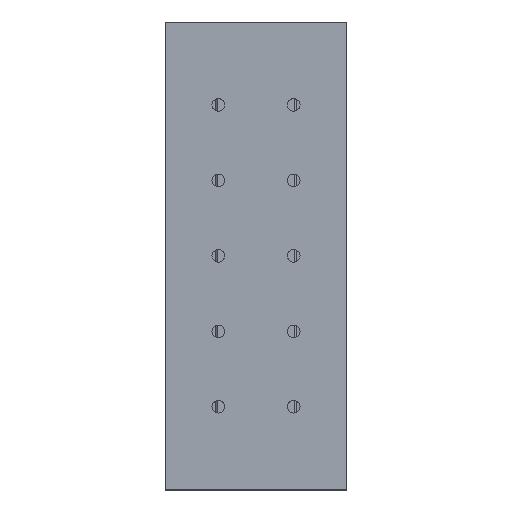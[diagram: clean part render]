
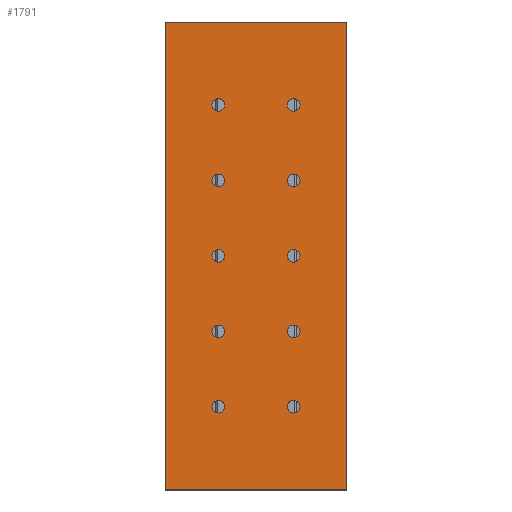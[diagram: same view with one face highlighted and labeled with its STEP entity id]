
A CAD part, top view. The second image highlights one B-rep face of the part: STEP entity #1791.
In plain terms, the highlighted planar face has unit normal (0, 0, 1).
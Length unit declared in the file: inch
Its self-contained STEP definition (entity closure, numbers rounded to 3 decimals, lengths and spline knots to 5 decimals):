
#285=CARTESIAN_POINT('',(-0.41,0.003,0.364));
#286=VERTEX_POINT('',#285);
#302=CARTESIAN_POINT('',(-0.574,0.003,0.364));
#303=VERTEX_POINT('',#302);
#310=CARTESIAN_POINT('',(-0.492,0.003,0.364));
#311=DIRECTION('',(0.0,0.0,-1.0));
#312=DIRECTION('',(1.0,0.0,0.0));
#313=AXIS2_PLACEMENT_3D('',#310,#311,#312);
#314=CIRCLE('',#313,0.082);
#315=EDGE_CURVE('',#286,#303,#314,.T.);
#348=CARTESIAN_POINT('',(0.574,3.939,0.364));
#349=VERTEX_POINT('',#348);
#365=CARTESIAN_POINT('',(0.41,3.939,0.364));
#366=VERTEX_POINT('',#365);
#373=CARTESIAN_POINT('',(0.492,3.939,0.364));
#374=DIRECTION('',(0.0,0.0,-1.0));
#375=DIRECTION('',(1.0,0.0,0.0));
#376=AXIS2_PLACEMENT_3D('',#373,#374,#375);
#377=CIRCLE('',#376,0.082);
#378=EDGE_CURVE('',#349,#366,#377,.T.);
#411=CARTESIAN_POINT('',(0.574,0.003,0.364));
#412=VERTEX_POINT('',#411);
#428=CARTESIAN_POINT('',(0.41,0.003,0.364));
#429=VERTEX_POINT('',#428);
#436=CARTESIAN_POINT('',(0.492,0.003,0.364));
#437=DIRECTION('',(0.0,0.0,-1.0));
#438=DIRECTION('',(1.0,0.0,0.0));
#439=AXIS2_PLACEMENT_3D('',#436,#437,#438);
#440=CIRCLE('',#439,0.082);
#441=EDGE_CURVE('',#412,#429,#440,.T.);
#474=CARTESIAN_POINT('',(-0.41,0.987,0.364));
#475=VERTEX_POINT('',#474);
#491=CARTESIAN_POINT('',(-0.574,0.987,0.364));
#492=VERTEX_POINT('',#491);
#499=CARTESIAN_POINT('',(-0.492,0.987,0.364));
#500=DIRECTION('',(0.0,0.0,-1.0));
#501=DIRECTION('',(1.0,0.0,0.0));
#502=AXIS2_PLACEMENT_3D('',#499,#500,#501);
#503=CIRCLE('',#502,0.082);
#504=EDGE_CURVE('',#475,#492,#503,.T.);
#537=CARTESIAN_POINT('',(0.574,0.987,0.364));
#538=VERTEX_POINT('',#537);
#554=CARTESIAN_POINT('',(0.41,0.987,0.364));
#555=VERTEX_POINT('',#554);
#562=CARTESIAN_POINT('',(0.492,0.987,0.364));
#563=DIRECTION('',(0.0,0.0,-1.0));
#564=DIRECTION('',(1.0,0.0,0.0));
#565=AXIS2_PLACEMENT_3D('',#562,#563,#564);
#566=CIRCLE('',#565,0.082);
#567=EDGE_CURVE('',#538,#555,#566,.T.);
#600=CARTESIAN_POINT('',(-0.41,1.971,0.364));
#601=VERTEX_POINT('',#600);
#617=CARTESIAN_POINT('',(-0.574,1.971,0.364));
#618=VERTEX_POINT('',#617);
#625=CARTESIAN_POINT('',(-0.492,1.971,0.364));
#626=DIRECTION('',(0.0,0.0,-1.0));
#627=DIRECTION('',(1.0,0.0,0.0));
#628=AXIS2_PLACEMENT_3D('',#625,#626,#627);
#629=CIRCLE('',#628,0.082);
#630=EDGE_CURVE('',#601,#618,#629,.T.);
#663=CARTESIAN_POINT('',(0.574,1.971,0.364));
#664=VERTEX_POINT('',#663);
#680=CARTESIAN_POINT('',(0.41,1.971,0.364));
#681=VERTEX_POINT('',#680);
#688=CARTESIAN_POINT('',(0.492,1.971,0.364));
#689=DIRECTION('',(0.0,0.0,-1.0));
#690=DIRECTION('',(1.0,0.0,0.0));
#691=AXIS2_PLACEMENT_3D('',#688,#689,#690);
#692=CIRCLE('',#691,0.082);
#693=EDGE_CURVE('',#664,#681,#692,.T.);
#726=CARTESIAN_POINT('',(-0.41,2.955,0.364));
#727=VERTEX_POINT('',#726);
#743=CARTESIAN_POINT('',(-0.574,2.955,0.364));
#744=VERTEX_POINT('',#743);
#751=CARTESIAN_POINT('',(-0.492,2.955,0.364));
#752=DIRECTION('',(0.0,0.0,-1.0));
#753=DIRECTION('',(1.0,0.0,0.0));
#754=AXIS2_PLACEMENT_3D('',#751,#752,#753);
#755=CIRCLE('',#754,0.082);
#756=EDGE_CURVE('',#727,#744,#755,.T.);
#789=CARTESIAN_POINT('',(0.574,2.955,0.364));
#790=VERTEX_POINT('',#789);
#806=CARTESIAN_POINT('',(0.41,2.955,0.364));
#807=VERTEX_POINT('',#806);
#814=CARTESIAN_POINT('',(0.492,2.955,0.364));
#815=DIRECTION('',(0.0,0.0,-1.0));
#816=DIRECTION('',(1.0,0.0,0.0));
#817=AXIS2_PLACEMENT_3D('',#814,#815,#816);
#818=CIRCLE('',#817,0.082);
#819=EDGE_CURVE('',#790,#807,#818,.T.);
#852=CARTESIAN_POINT('',(-0.41,3.939,0.364));
#853=VERTEX_POINT('',#852);
#869=CARTESIAN_POINT('',(-0.574,3.939,0.364));
#870=VERTEX_POINT('',#869);
#877=CARTESIAN_POINT('',(-0.492,3.939,0.364));
#878=DIRECTION('',(0.0,0.0,-1.0));
#879=DIRECTION('',(1.0,0.0,0.0));
#880=AXIS2_PLACEMENT_3D('',#877,#878,#879);
#881=CIRCLE('',#880,0.082);
#882=EDGE_CURVE('',#853,#870,#881,.T.);
#914=CARTESIAN_POINT('',(-0.492,3.939,0.364));
#915=DIRECTION('',(0.0,0.0,-1.0));
#916=DIRECTION('',(1.0,0.0,0.0));
#917=AXIS2_PLACEMENT_3D('',#914,#915,#916);
#918=CIRCLE('',#917,0.082);
#919=EDGE_CURVE('',#870,#853,#918,.T.);
#959=CARTESIAN_POINT('',(0.492,2.955,0.364));
#960=DIRECTION('',(0.0,0.0,-1.0));
#961=DIRECTION('',(1.0,0.0,0.0));
#962=AXIS2_PLACEMENT_3D('',#959,#960,#961);
#963=CIRCLE('',#962,0.082);
#964=EDGE_CURVE('',#807,#790,#963,.T.);
#1004=CARTESIAN_POINT('',(-0.492,2.955,0.364));
#1005=DIRECTION('',(0.0,0.0,-1.0));
#1006=DIRECTION('',(1.0,0.0,0.0));
#1007=AXIS2_PLACEMENT_3D('',#1004,#1005,#1006);
#1008=CIRCLE('',#1007,0.082);
#1009=EDGE_CURVE('',#744,#727,#1008,.T.);
#1049=CARTESIAN_POINT('',(0.492,1.971,0.364));
#1050=DIRECTION('',(0.0,0.0,-1.0));
#1051=DIRECTION('',(1.0,0.0,0.0));
#1052=AXIS2_PLACEMENT_3D('',#1049,#1050,#1051);
#1053=CIRCLE('',#1052,0.082);
#1054=EDGE_CURVE('',#681,#664,#1053,.T.);
#1094=CARTESIAN_POINT('',(-0.492,1.971,0.364));
#1095=DIRECTION('',(0.0,0.0,-1.0));
#1096=DIRECTION('',(1.0,0.0,0.0));
#1097=AXIS2_PLACEMENT_3D('',#1094,#1095,#1096);
#1098=CIRCLE('',#1097,0.082);
#1099=EDGE_CURVE('',#618,#601,#1098,.T.);
#1139=CARTESIAN_POINT('',(0.492,0.987,0.364));
#1140=DIRECTION('',(0.0,0.0,-1.0));
#1141=DIRECTION('',(1.0,0.0,0.0));
#1142=AXIS2_PLACEMENT_3D('',#1139,#1140,#1141);
#1143=CIRCLE('',#1142,0.082);
#1144=EDGE_CURVE('',#555,#538,#1143,.T.);
#1184=CARTESIAN_POINT('',(-0.492,0.987,0.364));
#1185=DIRECTION('',(0.0,0.0,-1.0));
#1186=DIRECTION('',(1.0,0.0,0.0));
#1187=AXIS2_PLACEMENT_3D('',#1184,#1185,#1186);
#1188=CIRCLE('',#1187,0.082);
#1189=EDGE_CURVE('',#492,#475,#1188,.T.);
#1229=CARTESIAN_POINT('',(0.492,0.003,0.364));
#1230=DIRECTION('',(0.0,0.0,-1.0));
#1231=DIRECTION('',(1.0,0.0,0.0));
#1232=AXIS2_PLACEMENT_3D('',#1229,#1230,#1231);
#1233=CIRCLE('',#1232,0.082);
#1234=EDGE_CURVE('',#429,#412,#1233,.T.);
#1274=CARTESIAN_POINT('',(0.492,3.939,0.364));
#1275=DIRECTION('',(0.0,0.0,-1.0));
#1276=DIRECTION('',(1.0,0.0,0.0));
#1277=AXIS2_PLACEMENT_3D('',#1274,#1275,#1276);
#1278=CIRCLE('',#1277,0.082);
#1279=EDGE_CURVE('',#366,#349,#1278,.T.);
#1339=CARTESIAN_POINT('',(-1.181,5.02,0.364));
#1340=VERTEX_POINT('',#1339);
#1347=CARTESIAN_POINT('',(1.181,5.02,0.364));
#1348=VERTEX_POINT('',#1347);
#1349=CARTESIAN_POINT('',(1.181,5.02,0.364));
#1350=DIRECTION('',(-1.0,0.0,0.0));
#1351=VECTOR('',#1350,2.362);
#1352=LINE('',#1349,#1351);
#1353=EDGE_CURVE('',#1348,#1340,#1352,.T.);
#1423=CARTESIAN_POINT('',(-0.492,0.003,0.364));
#1424=DIRECTION('',(0.0,0.0,-1.0));
#1425=DIRECTION('',(1.0,0.0,0.0));
#1426=AXIS2_PLACEMENT_3D('',#1423,#1424,#1425);
#1427=CIRCLE('',#1426,0.082);
#1428=EDGE_CURVE('',#303,#286,#1427,.T.);
#1709=CARTESIAN_POINT('',(1.181,-1.08,0.364));
#1710=VERTEX_POINT('',#1709);
#1711=CARTESIAN_POINT('',(1.181,-1.08,0.364));
#1712=DIRECTION('',(0.0,1.0,0.0));
#1713=VECTOR('',#1712,6.1);
#1714=LINE('',#1711,#1713);
#1715=EDGE_CURVE('',#1710,#1348,#1714,.T.);
#1728=CARTESIAN_POINT('',(1.181,-1.08,0.364));
#1729=DIRECTION('',(0.0,0.0,1.0));
#1730=DIRECTION('',(1.0,0.0,0.0));
#1731=AXIS2_PLACEMENT_3D('',#1728,#1729,#1730);
#1732=PLANE('',#1731);
#1733=CARTESIAN_POINT('',(-1.181,-1.08,0.364));
#1734=VERTEX_POINT('',#1733);
#1735=CARTESIAN_POINT('',(-1.181,-1.08,0.364));
#1736=DIRECTION('',(0.0,1.0,0.0));
#1737=VECTOR('',#1736,6.1);
#1738=LINE('',#1735,#1737);
#1739=EDGE_CURVE('',#1734,#1340,#1738,.T.);
#1740=ORIENTED_EDGE('',*,*,#1739,.F.);
#1741=CARTESIAN_POINT('',(-1.181,-1.08,0.364));
#1742=DIRECTION('',(1.0,0.0,0.0));
#1743=VECTOR('',#1742,2.362);
#1744=LINE('',#1741,#1743);
#1745=EDGE_CURVE('',#1734,#1710,#1744,.T.);
#1746=ORIENTED_EDGE('',*,*,#1745,.T.);
#1747=ORIENTED_EDGE('',*,*,#1715,.T.);
#1748=ORIENTED_EDGE('',*,*,#1353,.T.);
#1749=EDGE_LOOP('',(#1740,#1746,#1747,#1748));
#1750=FACE_OUTER_BOUND('',#1749,.T.);
#1751=ORIENTED_EDGE('',*,*,#882,.T.);
#1752=ORIENTED_EDGE('',*,*,#919,.T.);
#1753=EDGE_LOOP('',(#1751,#1752));
#1754=FACE_BOUND('',#1753,.T.);
#1755=ORIENTED_EDGE('',*,*,#819,.T.);
#1756=ORIENTED_EDGE('',*,*,#964,.T.);
#1757=EDGE_LOOP('',(#1755,#1756));
#1758=FACE_BOUND('',#1757,.T.);
#1759=ORIENTED_EDGE('',*,*,#756,.T.);
#1760=ORIENTED_EDGE('',*,*,#1009,.T.);
#1761=EDGE_LOOP('',(#1759,#1760));
#1762=FACE_BOUND('',#1761,.T.);
#1763=ORIENTED_EDGE('',*,*,#693,.T.);
#1764=ORIENTED_EDGE('',*,*,#1054,.T.);
#1765=EDGE_LOOP('',(#1763,#1764));
#1766=FACE_BOUND('',#1765,.T.);
#1767=ORIENTED_EDGE('',*,*,#630,.T.);
#1768=ORIENTED_EDGE('',*,*,#1099,.T.);
#1769=EDGE_LOOP('',(#1767,#1768));
#1770=FACE_BOUND('',#1769,.T.);
#1771=ORIENTED_EDGE('',*,*,#567,.T.);
#1772=ORIENTED_EDGE('',*,*,#1144,.T.);
#1773=EDGE_LOOP('',(#1771,#1772));
#1774=FACE_BOUND('',#1773,.T.);
#1775=ORIENTED_EDGE('',*,*,#504,.T.);
#1776=ORIENTED_EDGE('',*,*,#1189,.T.);
#1777=EDGE_LOOP('',(#1775,#1776));
#1778=FACE_BOUND('',#1777,.T.);
#1779=ORIENTED_EDGE('',*,*,#441,.T.);
#1780=ORIENTED_EDGE('',*,*,#1234,.T.);
#1781=EDGE_LOOP('',(#1779,#1780));
#1782=FACE_BOUND('',#1781,.T.);
#1783=ORIENTED_EDGE('',*,*,#378,.T.);
#1784=ORIENTED_EDGE('',*,*,#1279,.T.);
#1785=EDGE_LOOP('',(#1783,#1784));
#1786=FACE_BOUND('',#1785,.T.);
#1787=ORIENTED_EDGE('',*,*,#315,.T.);
#1788=ORIENTED_EDGE('',*,*,#1428,.T.);
#1789=EDGE_LOOP('',(#1787,#1788));
#1790=FACE_BOUND('',#1789,.T.);
#1791=ADVANCED_FACE('',(#1750,#1754,#1758,#1762,#1766,#1770,#1774,#1778,#1782,#1786,#1790),#1732,.T.);
